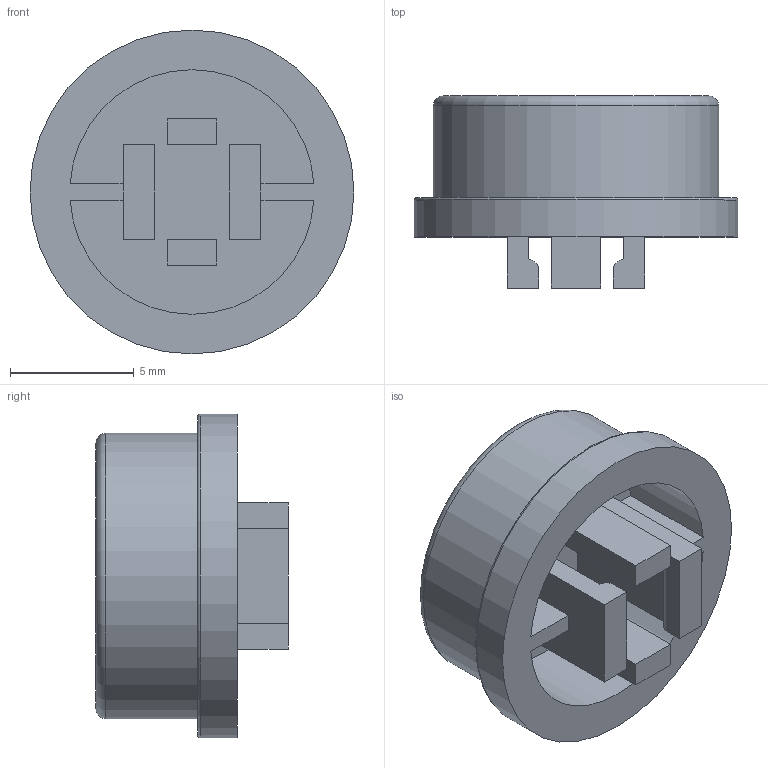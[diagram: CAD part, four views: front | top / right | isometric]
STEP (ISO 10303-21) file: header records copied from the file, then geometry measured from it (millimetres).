
FILE_DESCRIPTION(/* description */ (''),/* implementation_level */ '2;1');
FILE_NAME(/* name */ 'Push_Button_Cap.step',/* time_stamp */ '2017-06-17T23:56:37+01:00',/* author */ (''),/* organization */ (''),/* preprocessor_version */ 'ST-DEVELOPER v16.13',/* originating_system */ 'Autodesk Translation Framework v6.1.1.50',/* authorisation */ '');
FILE_SCHEMA (('AUTOMOTIVE_DESIGN { 1 0 10303 214 3 1 1 }'));
Length unit declared in the file: millimetre
Products named in the file (1): ButtonCap v13
Bounding box: 13.06 x 7.75 x 13.06 mm (x, y, z)
Volume: 404.8 mm3; surface area: 822 mm2
Topology: 1 solids, 1 shells, 38 faces, 95 edges, 63 vertices
Faces by surface type: plane 30, cylinder 6, torus 2
Full cylindrical faces by diameter (mm): 11.51 x1, 13.06 x1
Entity records: 1125 total; most frequent: CARTESIAN_POINT 191, DIRECTION 182, ORIENTED_EDGE 180, EDGE_CURVE 90, LINE 76, VECTOR 76, VERTEX_POINT 62, AXIS2_PLACEMENT_3D 53
